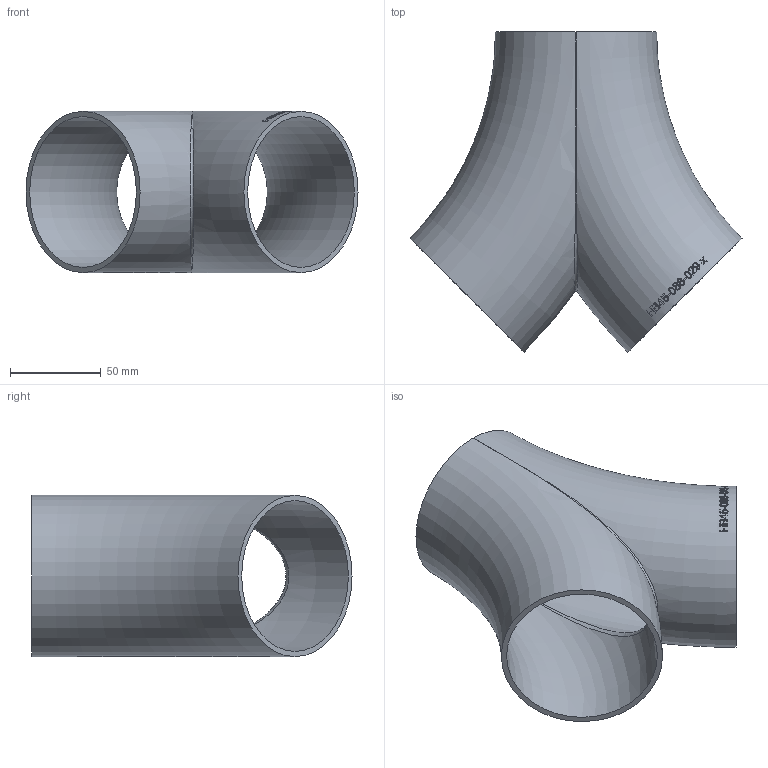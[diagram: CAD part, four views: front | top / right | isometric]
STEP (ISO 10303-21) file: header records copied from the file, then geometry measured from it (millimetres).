
FILE_DESCRIPTION (( 'STEP AP214' ), '1' );
FILE_NAME ('HB45-088-029-x Hosenbogen 45° 2006.STEP', '2020-05-29T09:06:46', ( '' ), ( '' ), 'SwSTEP 2.0', 'SolidWorks 2019', '' );
FILE_SCHEMA (( 'AUTOMOTIVE_DESIGN' ));
Length unit declared in the file: millimetre
Products named in the file (1): HB45-088-029-x Hosenbogen 45° 2006
Bounding box: 182.95 x 176.39 x 88.9 mm (x, y, z)
Volume: 165912.6 mm3; surface area: 116681 mm2
Topology: 1 solids, 1 shells, 200 faces, 526 edges, 346 vertices
Faces by surface type: bspline 169, torus 28, plane 3
Entity records: 29253 total; most frequent: CARTESIAN_POINT 23850, ORIENTED_EDGE 1026, EDGE_CURVE 513, B_SPLINE_CURVE_WITH_KNOTS 505, VERTEX_POINT 342, EDGE_LOOP 231, FACE_OUTER_BOUND 204, ADVANCED_FACE 200
